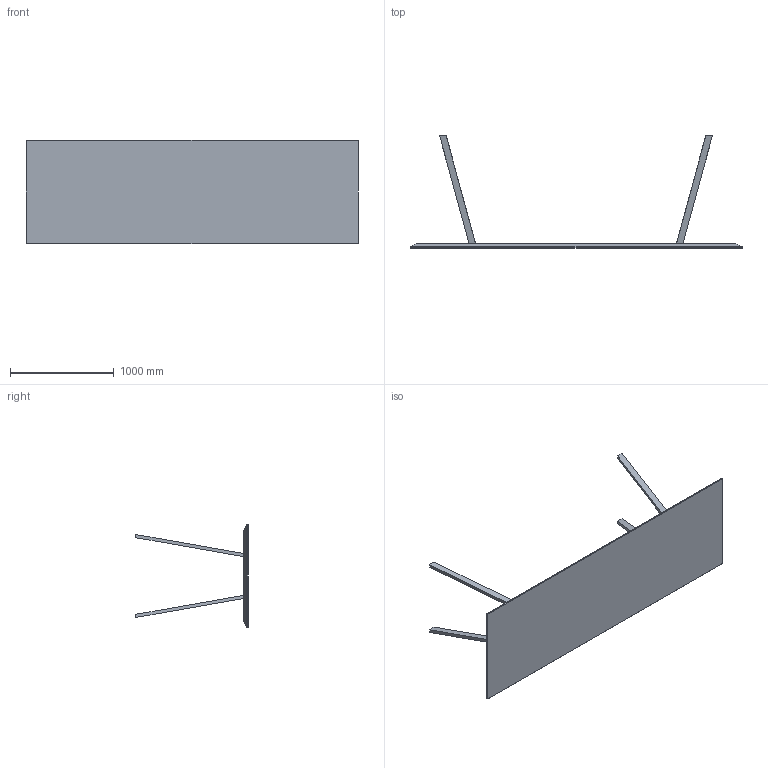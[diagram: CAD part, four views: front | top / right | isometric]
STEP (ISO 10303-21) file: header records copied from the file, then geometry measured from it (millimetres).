
FILE_DESCRIPTION((''),'2;1');
FILE_NAME('SOLID_T_STEHTISCH_ASM','2018-10-18T',('user'),(''),'CREO PARAMETRIC BY PTC INC, 2017300','CREO PARAMETRIC BY PTC INC, 2017300','');
FILE_SCHEMA(('CONFIG_CONTROL_DESIGN'));
Length unit declared in the file: millimetre
Products named in the file (5): TISCHPLATTE_STEHTISCH; TISCHFUSS_STEHTISCH; STEHTISCHFUSS2; LINO_STEHTISCH; SOLID_T_STEHTISCH_ASM
Assembly tree (4 placements, depth 2):
  SOLID_T_STEHTISCH_ASM
    TISCHPLATTE_STEHTISCH
    TISCHFUSS_STEHTISCH
    STEHTISCHFUSS2
    LINO_STEHTISCH
Bounding box: 3200 x 1082 x 1000 mm (x, y, z)
Volume: 133271191.5 mm3; surface area: 14516635 mm2
Topology: 4 solids, 4 shells, 218 faces, 548 edges, 360 vertices
Faces by surface type: plane 122, cylinder 80, cone 16
Entity records: 6737 total; most frequent: DIRECTION 1166, CARTESIAN_POINT 1159, ORIENTED_EDGE 1096, EDGE_CURVE 548, AXIS2_PLACEMENT_3D 399, VECTOR 368, LINE 368, VERTEX_POINT 360
